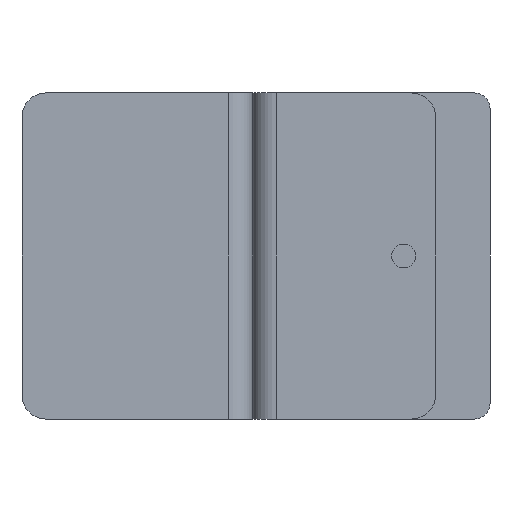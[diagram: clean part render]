
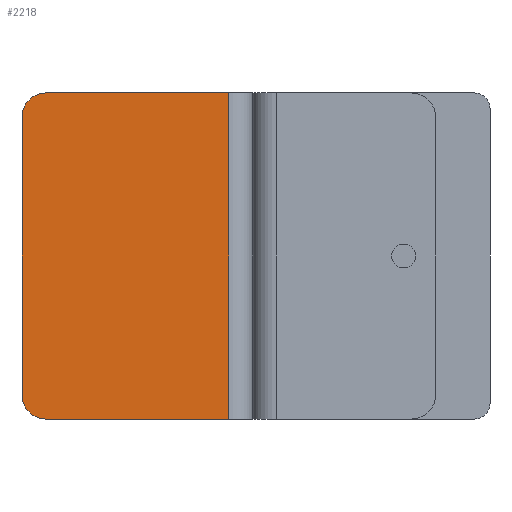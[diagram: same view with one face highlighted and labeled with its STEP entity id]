
A CAD part, left-side view. The second image highlights one B-rep face of the part: STEP entity #2218.
In plain terms, the highlighted planar face has unit normal (-1, 0, 0).
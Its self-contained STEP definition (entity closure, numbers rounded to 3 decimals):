
#90 = VECTOR ( 'NONE', #1156, 1000. ) ;
#91 = CARTESIAN_POINT ( 'NONE',  ( -37., 58.352, 2. ) ) ;
#117 = DIRECTION ( 'NONE',  ( 0., 0., -1. ) ) ;
#130 = DIRECTION ( 'NONE',  ( 0., 0., -1. ) ) ;
#134 = LINE ( 'NONE', #1443, #1602 ) ;
#176 = EDGE_CURVE ( 'NONE', #974, #763, #1576, .T. ) ;
#188 = CARTESIAN_POINT ( 'NONE',  ( -37., 85.352, -1. ) ) ;
#215 = VERTEX_POINT ( 'NONE', #2073 ) ;
#246 = CARTESIAN_POINT ( 'NONE',  ( -37., 58.352, -39. ) ) ;
#276 = DIRECTION ( 'NONE',  ( 0., -1., 0. ) ) ;
#291 = CARTESIAN_POINT ( 'NONE',  ( -37., 59.352, -39. ) ) ;
#353 = CARTESIAN_POINT ( 'NONE',  ( -37., 82.352, -1. ) ) ;
#423 = PLANE ( 'NONE',  #983 ) ;
#434 = ORIENTED_EDGE ( 'NONE', *, *, #1793, .T. ) ;
#577 = CARTESIAN_POINT ( 'NONE',  ( -37., 59.352, 2. ) ) ;
#578 = CARTESIAN_POINT ( 'NONE',  ( -37., 85.352, -39. ) ) ;
#583 = ORIENTED_EDGE ( 'NONE', *, *, #1347, .T. ) ;
#724 = EDGE_LOOP ( 'NONE', ( #1477, #2205, #2140, #434, #583, #2070 ) ) ;
#763 = VERTEX_POINT ( 'NONE', #577 ) ;
#821 = CARTESIAN_POINT ( 'NONE',  ( -37., 85.352, -36. ) ) ;
#864 = CARTESIAN_POINT ( 'NONE',  ( -37., 59.352, -39. ) ) ;
#974 = VERTEX_POINT ( 'NONE', #1932 ) ;
#983 = AXIS2_PLACEMENT_3D ( 'NONE', #246, #1080, #2578 ) ;
#1021 = AXIS2_PLACEMENT_3D ( 'NONE', #353, #1635, #2686 ) ;
#1080 = DIRECTION ( 'NONE',  ( 1., 0., 0. ) ) ;
#1090 = VECTOR ( 'NONE', #276, 1000. ) ;
#1156 = DIRECTION ( 'NONE',  ( 0., 0., 1. ) ) ;
#1305 = EDGE_CURVE ( 'NONE', #974, #2608, #1518, .T. ) ;
#1311 = CIRCLE ( 'NONE', #1806, 3. ) ;
#1347 = EDGE_CURVE ( 'NONE', #215, #1427, #134, .T. ) ;
#1394 = LINE ( 'NONE', #291, #90 ) ;
#1420 = CARTESIAN_POINT ( 'NONE',  ( -37., 82.352, -36. ) ) ;
#1427 = VERTEX_POINT ( 'NONE', #864 ) ;
#1443 = CARTESIAN_POINT ( 'NONE',  ( -37., 58.352, -39. ) ) ;
#1477 = ORIENTED_EDGE ( 'NONE', *, *, #176, .F. ) ;
#1518 = CIRCLE ( 'NONE', #1021, 3. ) ;
#1576 = LINE ( 'NONE', #91, #1090 ) ;
#1602 = VECTOR ( 'NONE', #2051, 1000. ) ;
#1605 = DIRECTION ( 'NONE',  ( -1., 0., 0. ) ) ;
#1635 = DIRECTION ( 'NONE',  ( -1., 0., 0. ) ) ;
#1768 = EDGE_CURVE ( 'NONE', #2608, #2740, #2496, .T. ) ;
#1793 = EDGE_CURVE ( 'NONE', #2740, #215, #1311, .T. ) ;
#1806 = AXIS2_PLACEMENT_3D ( 'NONE', #1420, #1605, #117 ) ;
#1808 = EDGE_CURVE ( 'NONE', #1427, #763, #1394, .T. ) ;
#1932 = CARTESIAN_POINT ( 'NONE',  ( -37., 82.352, 2. ) ) ;
#2051 = DIRECTION ( 'NONE',  ( 0., -1., 0. ) ) ;
#2070 = ORIENTED_EDGE ( 'NONE', *, *, #1808, .T. ) ;
#2073 = CARTESIAN_POINT ( 'NONE',  ( -37., 82.352, -39. ) ) ;
#2140 = ORIENTED_EDGE ( 'NONE', *, *, #1768, .T. ) ;
#2205 = ORIENTED_EDGE ( 'NONE', *, *, #1305, .T. ) ;
#2218 = ADVANCED_FACE ( 'NONE', ( #2379 ), #423, .F. ) ;
#2379 = FACE_OUTER_BOUND ( 'NONE', #724, .T. ) ;
#2496 = LINE ( 'NONE', #578, #2547 ) ;
#2547 = VECTOR ( 'NONE', #130, 1000. ) ;
#2578 = DIRECTION ( 'NONE',  ( 0., 0., -1. ) ) ;
#2608 = VERTEX_POINT ( 'NONE', #188 ) ;
#2686 = DIRECTION ( 'NONE',  ( 0., 0., -1. ) ) ;
#2740 = VERTEX_POINT ( 'NONE', #821 ) ;
